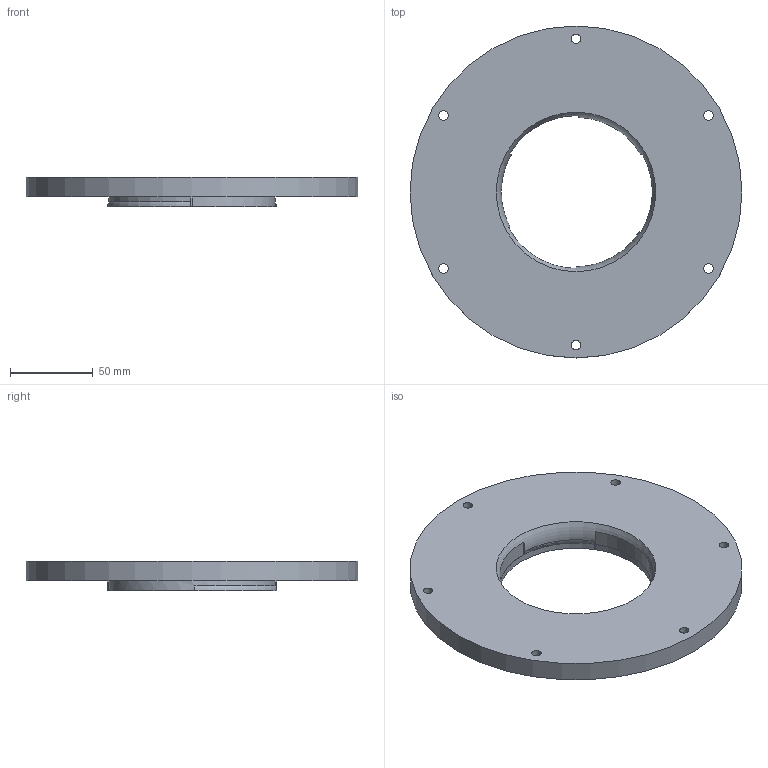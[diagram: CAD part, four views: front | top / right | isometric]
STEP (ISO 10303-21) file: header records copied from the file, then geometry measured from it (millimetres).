
FILE_DESCRIPTION(/* description */ (''),/* implementation_level */ '2;1');
FILE_NAME(/* name */ 'Bulkhead for Larger Systems.step',/* time_stamp */ '2023-11-11T10:26:11+11:00',/* author */ (''),/* organization */ (''),/* preprocessor_version */ 'ST-DEVELOPER v20',/* originating_system */ 'Autodesk Translation Framework v12.14.0.127',/* authorisation */ '');
FILE_SCHEMA (('AUTOMOTIVE_DESIGN { 1 0 10303 214 3 1 1 }'));
Length unit declared in the file: millimetre
Products named in the file (1): Bulkhead for Larger Systems
Bounding box: 200 x 200 x 18 mm (x, y, z)
Volume: 302618.9 mm3; surface area: 64980.8 mm2
Topology: 1 solids, 1 shells, 45 faces, 121 edges, 79 vertices
Faces by surface type: plane 21, cylinder 18, torus 6
Full cylindrical faces by diameter (mm): 5.6 x6, 92.1 x1, 200 x1
Entity records: 1507 total; most frequent: DIRECTION 284, CARTESIAN_POINT 246, ORIENTED_EDGE 242, EDGE_CURVE 121, AXIS2_PLACEMENT_3D 117, VERTEX_POINT 79, CIRCLE 71, EDGE_LOOP 60
